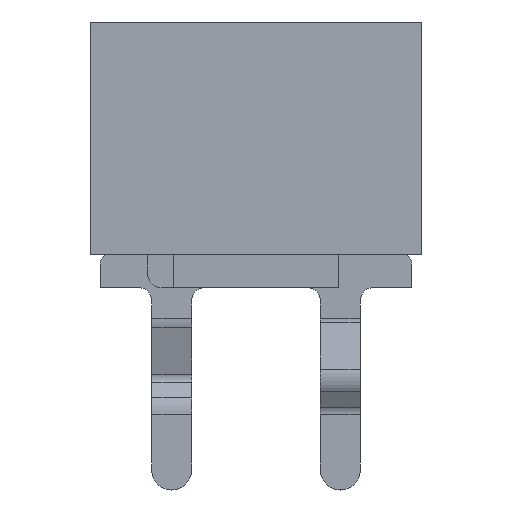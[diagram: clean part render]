
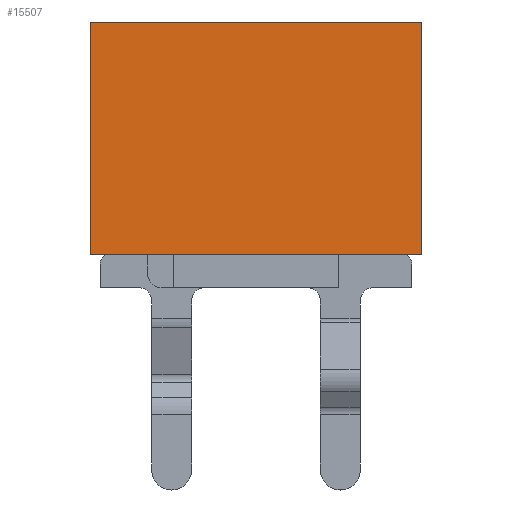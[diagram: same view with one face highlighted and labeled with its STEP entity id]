
A CAD part, left-side view. The second image highlights one B-rep face of the part: STEP entity #15507.
In plain terms, the highlighted planar face has unit normal (-1, 0, 0).
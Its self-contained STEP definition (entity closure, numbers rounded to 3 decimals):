
#15378=CARTESIAN_POINT('',(-8.66,-2.5,3.5));
#15379=VERTEX_POINT('',#15378);
#15460=CARTESIAN_POINT('',(-8.66,2.5,3.5));
#15461=VERTEX_POINT('',#15460);
#15468=CARTESIAN_POINT('',(-8.66,2.5,3.5));
#15469=DIRECTION('',(0.,-1.,0.));
#15470=VECTOR('',#15469,5.);
#15471=LINE('',#15468,#15470);
#15472=EDGE_CURVE('',#15461,#15379,#15471,.T.);
#15477=CARTESIAN_POINT('',(-8.66,0.,1.75));
#15478=DIRECTION('',(0.,0.,-1.));
#15479=DIRECTION('',(-1.,-0.,0.));
#15480=AXIS2_PLACEMENT_3D('',#15477,#15479,#15478);
#15481=PLANE('',#15480);
#15482=CARTESIAN_POINT('',(-8.66,2.5,0.));
#15483=VERTEX_POINT('',#15482);
#15484=CARTESIAN_POINT('',(-8.66,2.5,3.5));
#15485=DIRECTION('',(0.,0.,-1.));
#15486=VECTOR('',#15485,3.5);
#15487=LINE('',#15484,#15486);
#15488=EDGE_CURVE('',#15461,#15483,#15487,.T.);
#15489=ORIENTED_EDGE('',*,*,#15488,.T.);
#15490=CARTESIAN_POINT('',(-8.66,-2.5,0.));
#15491=VERTEX_POINT('',#15490);
#15492=CARTESIAN_POINT('',(-8.66,2.5,0.));
#15493=DIRECTION('',(0.,-1.,0.));
#15494=VECTOR('',#15493,5.);
#15495=LINE('',#15492,#15494);
#15496=EDGE_CURVE('',#15483,#15491,#15495,.T.);
#15497=ORIENTED_EDGE('',*,*,#15496,.T.);
#15498=CARTESIAN_POINT('',(-8.66,-2.5,0.));
#15499=DIRECTION('',(0.,0.,1.));
#15500=VECTOR('',#15499,3.5);
#15501=LINE('',#15498,#15500);
#15502=EDGE_CURVE('',#15491,#15379,#15501,.T.);
#15503=ORIENTED_EDGE('',*,*,#15502,.T.);
#15504=ORIENTED_EDGE('',*,*,#15472,.F.);
#15505=EDGE_LOOP('',(#15489,#15497,#15503,#15504));
#15506=FACE_OUTER_BOUND('',#15505,.T.);
#15507=ADVANCED_FACE('',(#15506),#15481,.T.);
